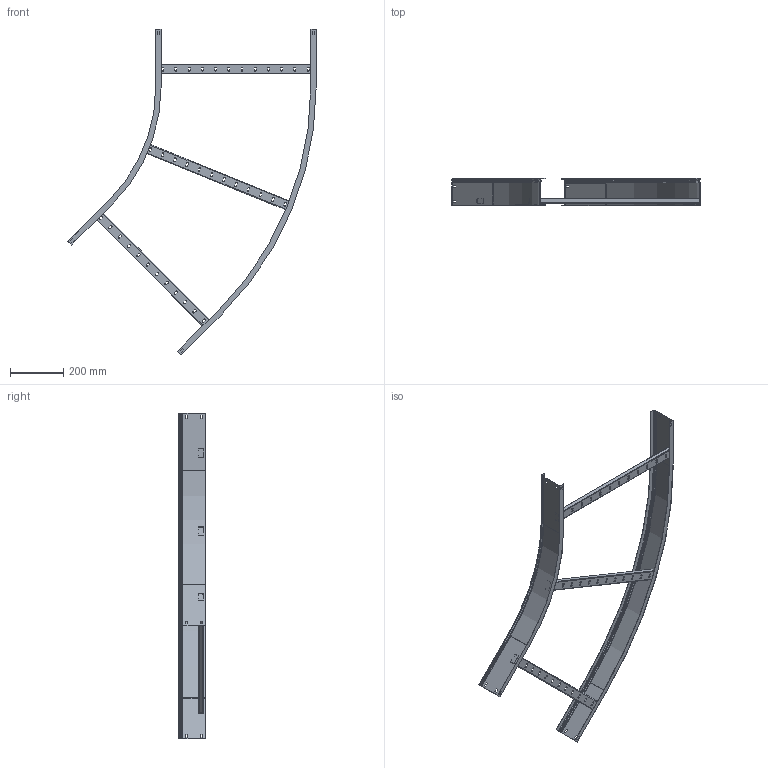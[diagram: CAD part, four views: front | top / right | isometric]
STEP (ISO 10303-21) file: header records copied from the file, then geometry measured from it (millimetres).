
FILE_DESCRIPTION (( 'STEP AP214' ), '1' );
FILE_NAME ('CPG05-4--14.STEP', '2021-03-08T15:36:43', ( '' ), ( '' ), 'SwSTEP 2.0', 'SolidWorks 2017', '' );
FILE_SCHEMA (( 'AUTOMOTIVE_DESIGN' ));
Length unit declared in the file: millimetre
Products named in the file (4): CPG05-4--14; ÊÈÂÀ 095.00.03 Ïëàíêà ïîïåðå÷íàÿ-00_-05; 嗜吕 195.08.02 祟礞屦铐 铗忮蝽-00_-14; ÊÈÂÀ  195.08.01 Ëîíæåðîí áàçîâûé-00_-02
Assembly tree (5 placements, depth 2):
  CPG05-4--14
    ÊÈÂÀ  195.08.01 Ëîíæåðîí áàçîâûé-00_-02
    ÊÈÂÀ 095.00.03 Ïëàíêà ïîïåðå÷íàÿ-00_-05  x3
    嗜吕 195.08.02 祟礞屦铐 铗忮蝽-00_-14
Bounding box: 929.78 x 100 x 1220.53 mm (x, y, z)
Volume: 557728.9 mm3; surface area: 942784.2 mm2
Topology: 5 solids, 5 shells, 474 faces, 1168 edges, 704 vertices
Faces by surface type: plane 310, cylinder 140, torus 16, cone 8
Entity records: 8830 total; most frequent: DIRECTION 1520, CARTESIAN_POINT 1470, ORIENTED_EDGE 1456, EDGE_CURVE 728, LINE 556, VECTOR 556, AXIS2_PLACEMENT_3D 482, VERTEX_POINT 432
